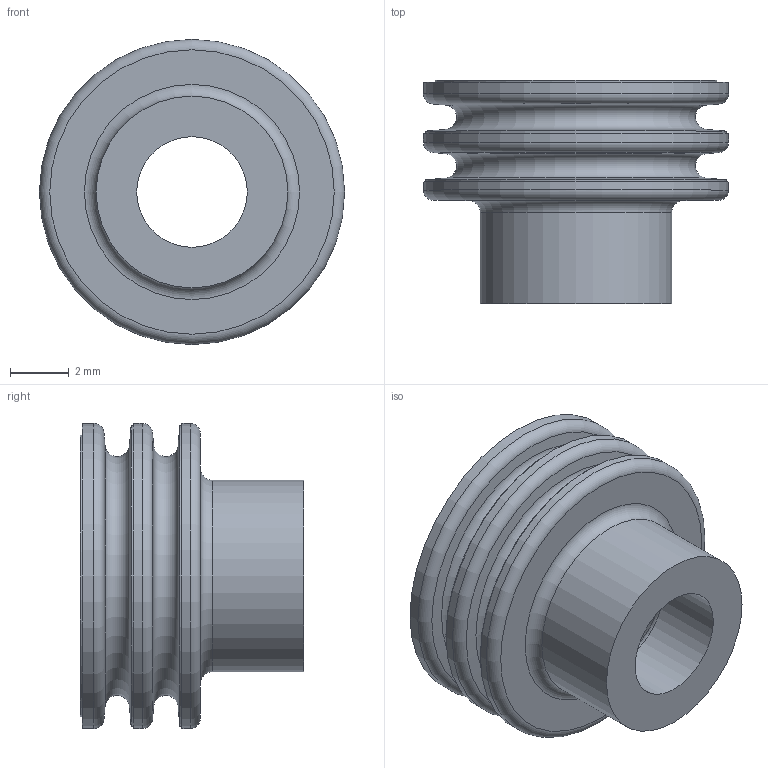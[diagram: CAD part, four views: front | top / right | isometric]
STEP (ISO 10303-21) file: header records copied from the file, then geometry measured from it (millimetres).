
FILE_DESCRIPTION(/* description */ (''),/* implementation_level */ '2;1');
FILE_NAME(/* name */ '15324993.stp',/* time_stamp */ '2020-05-12T10:01:33+08:00',/* author */ (''),/* organization */ (''),/* preprocessor_version */ 'ST-DEVELOPER v16',/* originating_system */ 'SIEMENS PLM Software NX 11.0',/* authorisation */ '');
FILE_SCHEMA (('AUTOMOTIVE_DESIGN { 1 0 10303 214 3 1 1 1 }'));
Length unit declared in the file: millimetre
Products named in the file (1): 15324993_01AB-Not in GSD
Bounding box: 10.35 x 7.57 x 10.35 mm (x, y, z)
Volume: 293.7 mm3; surface area: 522.3 mm2
Topology: 1 solids, 1 shells, 37 faces, 79 edges, 49 vertices
Faces by surface type: torus 12, cylinder 9, cone 9, plane 7
Full cylindrical faces by diameter (mm): 3.75 x1, 6.5 x1, 8.95 x1, 9.55 x1, 10.2 x2, 10.35 x3
Entity records: 772 total; most frequent: DIRECTION 150, CARTESIAN_POINT 112, AXIS2_PLACEMENT_3D 75, FACE_BOUND 74, EDGE_LOOP 74, ORIENTED_EDGE 74, ADVANCED_FACE 37, VERTEX_POINT 37
